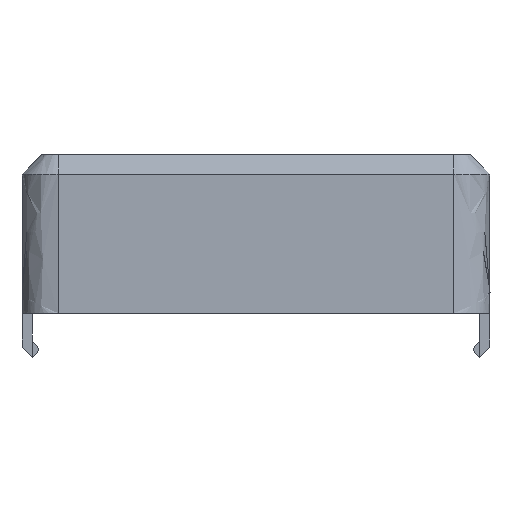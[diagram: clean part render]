
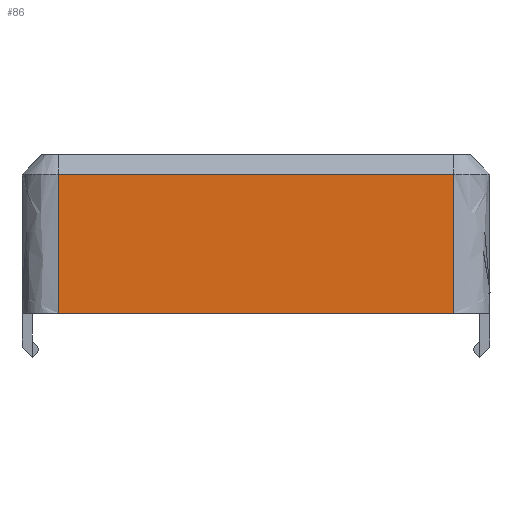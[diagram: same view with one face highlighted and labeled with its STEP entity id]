
A CAD part, front view. The second image highlights one B-rep face of the part: STEP entity #86.
In plain terms, the highlighted face is planar.
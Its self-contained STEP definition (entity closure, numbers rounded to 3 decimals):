
#86=ADVANCED_FACE('',(#253),#2639,.T.);
#253=FACE_OUTER_BOUND('',#427,.T.);
#427=EDGE_LOOP('',(#897,#898,#899,#900));
#897=ORIENTED_EDGE('',*,*,#1634,.F.);
#898=ORIENTED_EDGE('',*,*,#1461,.T.);
#899=ORIENTED_EDGE('',*,*,#1638,.T.);
#900=ORIENTED_EDGE('',*,*,#1639,.T.);
#1461=EDGE_CURVE('',#2357,#2363,#1905,.T.);
#1634=EDGE_CURVE('',#2357,#2513,#2057,.T.);
#1638=EDGE_CURVE('',#2363,#2515,#2060,.T.);
#1639=EDGE_CURVE('',#2515,#2513,#2061,.T.);
#1905=B_SPLINE_CURVE_WITH_KNOTS('',1,(#4610,#4611),.UNSPECIFIED.,.F.,.F.,
(2,2),(0.,50.7),.UNSPECIFIED.);
#2057=B_SPLINE_CURVE_WITH_KNOTS('',1,(#5055,#5056),.UNSPECIFIED.,.F.,.F.,
(2,2),(-17.828,0.),.UNSPECIFIED.);
#2060=B_SPLINE_CURVE_WITH_KNOTS('',1,(#5104,#5105),.UNSPECIFIED.,.F.,.F.,
(2,2),(-17.828,0.),.UNSPECIFIED.);
#2061=B_SPLINE_CURVE_WITH_KNOTS('',1,(#5106,#5107),.UNSPECIFIED.,.F.,.F.,
(2,2),(-50.7,0.),.UNSPECIFIED.);
#2357=VERTEX_POINT('',#4298);
#2363=VERTEX_POINT('',#4304);
#2513=VERTEX_POINT('',#4454);
#2515=VERTEX_POINT('',#4456);
#2639=PLANE('',#2847);
#2847=AXIS2_PLACEMENT_3D('',#3301,#2957,$);
#2957=DIRECTION('',(0.,0.,1.));
#3301=CARTESIAN_POINT('',(-30.421,36.416,-53.5));
#4298=CARTESIAN_POINT('',(-25.35,38.2,-53.5));
#4304=CARTESIAN_POINT('',(25.35,38.2,-53.5));
#4454=CARTESIAN_POINT('',(-25.35,56.028,-53.5));
#4456=CARTESIAN_POINT('',(25.35,56.028,-53.5));
#4610=CARTESIAN_POINT('',(-25.35,38.2,-53.5));
#4611=CARTESIAN_POINT('',(25.35,38.2,-53.5));
#5055=CARTESIAN_POINT('',(-25.35,38.2,-53.5));
#5056=CARTESIAN_POINT('',(-25.35,56.028,-53.5));
#5104=CARTESIAN_POINT('',(25.35,38.2,-53.5));
#5105=CARTESIAN_POINT('',(25.35,56.028,-53.5));
#5106=CARTESIAN_POINT('',(25.35,56.028,-53.5));
#5107=CARTESIAN_POINT('',(-25.35,56.028,-53.5));
